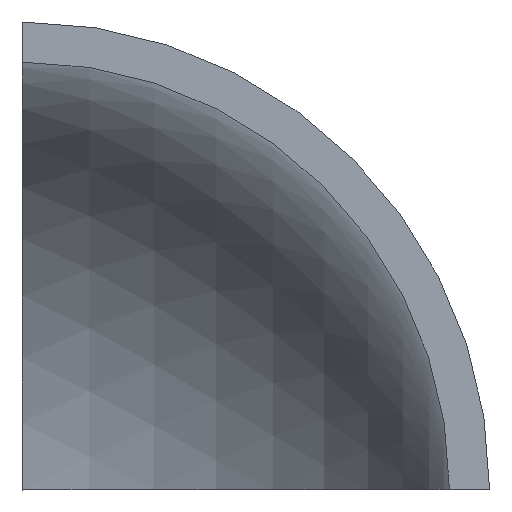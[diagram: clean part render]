
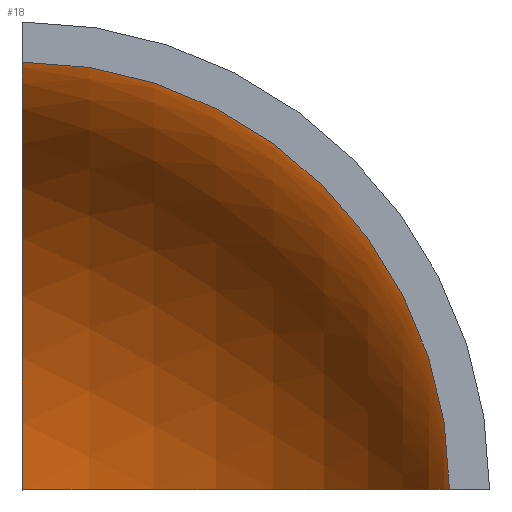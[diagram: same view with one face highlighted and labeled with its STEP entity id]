
A CAD part, top view. The second image highlights one B-rep face of the part: STEP entity #18.
In plain terms, the highlighted spherical face has radius 12.7 mm.
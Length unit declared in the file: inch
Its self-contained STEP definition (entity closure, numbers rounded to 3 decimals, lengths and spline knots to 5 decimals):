
#18 = ADVANCED_FACE ( 'NONE', ( #24 ), #77, .F. ) ;
#23 = VERTEX_POINT ( 'NONE', #28 ) ;
#24 = FACE_OUTER_BOUND ( 'NONE', #149, .T. ) ;
#28 = CARTESIAN_POINT ( 'NONE',  ( 0., 0.5, 0. ) ) ;
#38 = ORIENTED_EDGE ( 'NONE', *, *, #61, .T. ) ;
#41 = ORIENTED_EDGE ( 'NONE', *, *, #74, .F. ) ;
#45 = DIRECTION ( 'NONE',  ( 0., 0., -1. ) ) ;
#50 = DIRECTION ( 'NONE',  ( 1., 0., 0. ) ) ;
#54 = CARTESIAN_POINT ( 'NONE',  ( 0., 0., 0. ) ) ;
#61 = EDGE_CURVE ( 'NONE', #23, #114, #72, .T. ) ;
#70 = CARTESIAN_POINT ( 'NONE',  ( 0., 0., 0. ) ) ;
#72 = CIRCLE ( 'NONE', #155, 0.5 ) ;
#73 = CIRCLE ( 'NONE', #187, 0.5 ) ;
#74 = EDGE_CURVE ( 'NONE', #23, #116, #73, .T. ) ;
#77 = SPHERICAL_SURFACE ( 'NONE', #85, 0.5 ) ;
#85 = AXIS2_PLACEMENT_3D ( 'NONE', #54, #50, #135 ) ;
#99 = EDGE_CURVE ( 'NONE', #114, #116, #109, .T. ) ;
#106 = CARTESIAN_POINT ( 'NONE',  ( 0., 0., 0. ) ) ;
#109 = CIRCLE ( 'NONE', #212, 0.5 ) ;
#114 = VERTEX_POINT ( 'NONE', #164 ) ;
#116 = VERTEX_POINT ( 'NONE', #205 ) ;
#135 = DIRECTION ( 'NONE',  ( 0., 0., -1. ) ) ;
#136 = DIRECTION ( 'NONE',  ( 0., 0., -1. ) ) ;
#143 = DIRECTION ( 'NONE',  ( 1., 0., 0. ) ) ;
#149 = EDGE_LOOP ( 'NONE', ( #162, #41, #38 ) ) ;
#155 = AXIS2_PLACEMENT_3D ( 'NONE', #106, #177, #45 ) ;
#162 = ORIENTED_EDGE ( 'NONE', *, *, #99, .T. ) ;
#163 = DIRECTION ( 'NONE',  ( 1., 0., 0. ) ) ;
#164 = CARTESIAN_POINT ( 'NONE',  ( 0., 0., -0.5 ) ) ;
#168 = DIRECTION ( 'NONE',  ( 0., -1., 0. ) ) ;
#177 = DIRECTION ( 'NONE',  ( -1., 0., 0. ) ) ;
#187 = AXIS2_PLACEMENT_3D ( 'NONE', #70, #136, #143 ) ;
#196 = CARTESIAN_POINT ( 'NONE',  ( 0., 0., 0. ) ) ;
#205 = CARTESIAN_POINT ( 'NONE',  ( 0.5, 0., 0. ) ) ;
#212 = AXIS2_PLACEMENT_3D ( 'NONE', #196, #168, #163 ) ;
